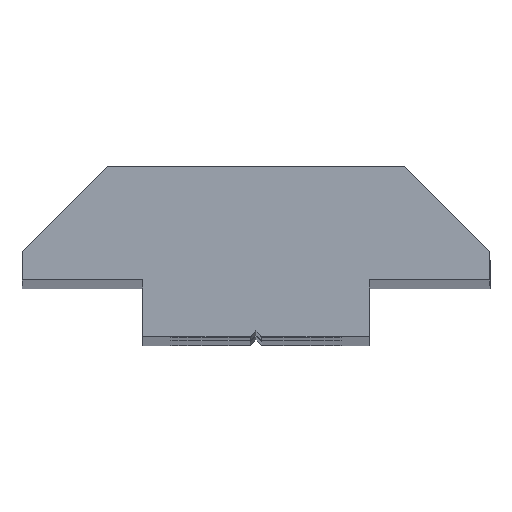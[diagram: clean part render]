
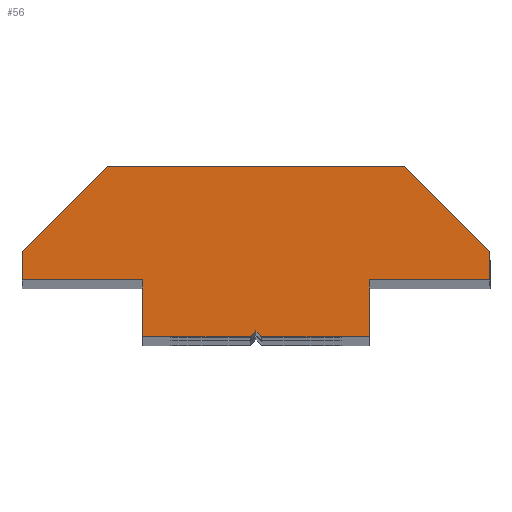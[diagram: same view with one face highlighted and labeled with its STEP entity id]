
A CAD part, top view. The second image highlights one B-rep face of the part: STEP entity #56.
In plain terms, the highlighted planar face has unit normal (0, 0, 1).
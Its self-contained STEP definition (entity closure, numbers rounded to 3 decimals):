
#56=ADVANCED_FACE('',(#136),#137,.F.);
#136=FACE_OUTER_BOUND('',#241,.T.);
#137=PLANE('',#242);
#241=EDGE_LOOP('',(#340,#341,#342,#343,#344,#345,#346,#347,#348,#349,#350,#351,#352));
#242=AXIS2_PLACEMENT_3D('',#353,#354,#355);
#340=ORIENTED_EDGE('',*,*,#647,.F.);
#341=ORIENTED_EDGE('',*,*,#648,.F.);
#342=ORIENTED_EDGE('',*,*,#649,.F.);
#343=ORIENTED_EDGE('',*,*,#650,.F.);
#344=ORIENTED_EDGE('',*,*,#651,.F.);
#345=ORIENTED_EDGE('',*,*,#652,.F.);
#346=ORIENTED_EDGE('',*,*,#653,.F.);
#347=ORIENTED_EDGE('',*,*,#654,.F.);
#348=ORIENTED_EDGE('',*,*,#655,.F.);
#349=ORIENTED_EDGE('',*,*,#656,.F.);
#350=ORIENTED_EDGE('',*,*,#657,.F.);
#351=ORIENTED_EDGE('',*,*,#658,.F.);
#352=ORIENTED_EDGE('',*,*,#659,.F.);
#353=CARTESIAN_POINT('',(-9.075,6.5,90.));
#354=DIRECTION('',(0.,0.,-1.0));
#355=DIRECTION('',(0.,-1.0,0.));
#647=EDGE_CURVE('',#770,#771,#772,.T.);
#648=EDGE_CURVE('',#773,#770,#774,.T.);
#649=EDGE_CURVE('',#775,#773,#776,.T.);
#650=EDGE_CURVE('',#777,#775,#778,.T.);
#651=EDGE_CURVE('',#779,#777,#780,.T.);
#652=EDGE_CURVE('',#781,#779,#782,.T.);
#653=EDGE_CURVE('',#783,#781,#784,.T.);
#654=EDGE_CURVE('',#785,#783,#786,.T.);
#655=EDGE_CURVE('',#787,#785,#788,.T.);
#656=EDGE_CURVE('',#789,#787,#790,.T.);
#657=EDGE_CURVE('',#791,#789,#792,.T.);
#658=EDGE_CURVE('',#793,#791,#794,.T.);
#659=EDGE_CURVE('',#771,#793,#795,.T.);
#770=VERTEX_POINT('',#951);
#771=VERTEX_POINT('',#952);
#772=LINE('',#953,#954);
#773=VERTEX_POINT('',#955);
#774=LINE('',#956,#957);
#775=VERTEX_POINT('',#958);
#776=LINE('',#959,#960);
#777=VERTEX_POINT('',#961);
#778=LINE('',#962,#963);
#779=VERTEX_POINT('',#964);
#780=LINE('',#965,#966);
#781=VERTEX_POINT('',#967);
#782=LINE('',#968,#969);
#783=VERTEX_POINT('',#970);
#784=LINE('',#971,#972);
#785=VERTEX_POINT('',#973);
#786=LINE('',#974,#975);
#787=VERTEX_POINT('',#976);
#788=LINE('',#977,#978);
#789=VERTEX_POINT('',#979);
#790=LINE('',#980,#981);
#791=VERTEX_POINT('',#982);
#792=LINE('',#983,#984);
#793=VERTEX_POINT('',#985);
#794=LINE('',#986,#987);
#795=LINE('',#988,#989);
#951=CARTESIAN_POINT('',(-0.2,0.2,90.0));
#952=CARTESIAN_POINT('',(-4.,0.2,90.));
#953=CARTESIAN_POINT('',(-0.2,0.2,90.0));
#954=VECTOR('',#1270,3.8);
#955=CARTESIAN_POINT('',(0.,0.4,90.0));
#956=CARTESIAN_POINT('',(0.,0.4,90.0));
#957=VECTOR('',#1271,0.283);
#958=CARTESIAN_POINT('',(0.2,0.2,90.0));
#959=CARTESIAN_POINT('',(0.2,0.2,90.0));
#960=VECTOR('',#1272,0.283);
#961=CARTESIAN_POINT('',(4.,0.2,90.));
#962=CARTESIAN_POINT('',(4.,0.2,90.));
#963=VECTOR('',#1273,3.8);
#964=CARTESIAN_POINT('',(4.,2.2,90.));
#965=CARTESIAN_POINT('',(4.,2.2,90.));
#966=VECTOR('',#1274,2.0);
#967=CARTESIAN_POINT('',(8.25,2.2,90.));
#968=CARTESIAN_POINT('',(8.25,2.2,90.));
#969=VECTOR('',#1275,4.25);
#970=CARTESIAN_POINT('',(8.25,3.2,90.));
#971=CARTESIAN_POINT('',(8.25,3.2,90.));
#972=VECTOR('',#1276,1.0);
#973=CARTESIAN_POINT('',(5.25,6.2,90.));
#974=CARTESIAN_POINT('',(5.25,6.2,90.));
#975=VECTOR('',#1277,4.243);
#976=CARTESIAN_POINT('',(-5.25,6.2,90.));
#977=CARTESIAN_POINT('',(-5.25,6.2,90.));
#978=VECTOR('',#1278,10.5);
#979=CARTESIAN_POINT('',(-8.25,3.2,90.));
#980=CARTESIAN_POINT('',(-8.25,3.2,90.));
#981=VECTOR('',#1279,4.243);
#982=CARTESIAN_POINT('',(-8.25,2.2,90.));
#983=CARTESIAN_POINT('',(-8.25,2.2,90.));
#984=VECTOR('',#1280,1.0);
#985=CARTESIAN_POINT('',(-4.,2.2,90.));
#986=CARTESIAN_POINT('',(-4.,2.2,90.));
#987=VECTOR('',#1281,4.25);
#988=CARTESIAN_POINT('',(-4.,0.2,90.));
#989=VECTOR('',#1282,2.0);
#1270=DIRECTION('',(-1.0,0.,0.));
#1271=DIRECTION('',(-0.707,-0.707,0.));
#1272=DIRECTION('',(-0.707,0.707,0.));
#1273=DIRECTION('',(-1.0,0.,0.));
#1274=DIRECTION('',(0.,-1.0,0.));
#1275=DIRECTION('',(-1.0,0.,0.));
#1276=DIRECTION('',(0.,-1.0,0.));
#1277=DIRECTION('',(0.707,-0.707,0.));
#1278=DIRECTION('',(1.0,0.,0.));
#1279=DIRECTION('',(0.707,0.707,0.));
#1280=DIRECTION('',(0.,1.0,0.));
#1281=DIRECTION('',(-1.0,0.,0.));
#1282=DIRECTION('',(0.,1.0,0.));
